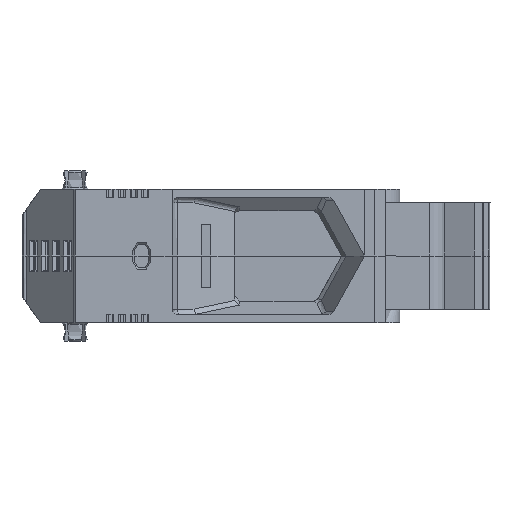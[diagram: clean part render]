
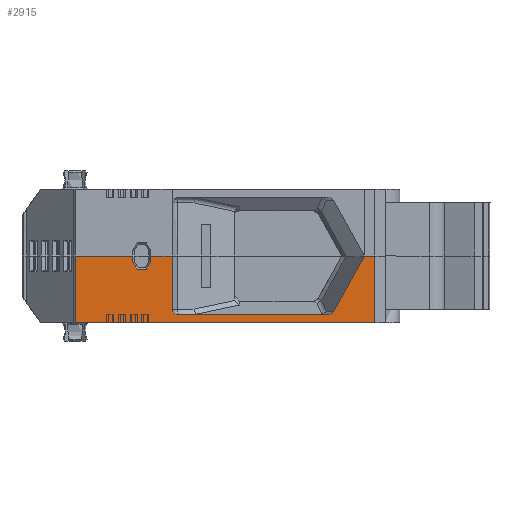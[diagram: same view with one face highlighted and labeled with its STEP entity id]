
A CAD part, left-side view. The second image highlights one B-rep face of the part: STEP entity #2915.
In plain terms, the highlighted planar face has unit normal (-1, 0, 0).
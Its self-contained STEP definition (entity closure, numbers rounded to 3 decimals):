
#985=FACE_OUTER_BOUND('',#6003,.T.);
#2554=ELLIPSE('',#31142,1.064,1.);
#2915=ADVANCED_FACE('',(#985),#4673,.F.);
#4673=PLANE('',#31145);
#6003=EDGE_LOOP('',(#10071,#10072,#10073,#10074,#10075,#10076,#10077,#10078,
#10079,#10080,#10081,#10082,#10083,#10084,#10085,#10086));
#8223=B_SPLINE_CURVE_WITH_KNOTS('',4,(#43110,#43111,#43112,#43113,#43114),
 .UNSPECIFIED.,.F.,.F.,(5,5),(0.,1.),.UNSPECIFIED.);
#8224=B_SPLINE_CURVE_WITH_KNOTS('',4,(#43134,#43135,#43136,#43137,#43138),
 .UNSPECIFIED.,.F.,.F.,(5,5),(0.,1.),.UNSPECIFIED.);
#8230=B_SPLINE_CURVE_WITH_KNOTS('',4,(#43198,#43199,#43200,#43201,#43202),
 .UNSPECIFIED.,.F.,.F.,(5,5),(0.,1.),.UNSPECIFIED.);
#8310=B_SPLINE_CURVE_WITH_KNOTS('',4,(#44196,#44197,#44198,#44199,#44200),
 .UNSPECIFIED.,.F.,.F.,(5,5),(0.,1.),.UNSPECIFIED.);
#8311=B_SPLINE_CURVE_WITH_KNOTS('',4,(#44202,#44203,#44204,#44205,#44206),
 .UNSPECIFIED.,.F.,.F.,(5,5),(0.,1.),.UNSPECIFIED.);
#8312=B_SPLINE_CURVE_WITH_KNOTS('',4,(#44208,#44209,#44210,#44211,#44212),
 .UNSPECIFIED.,.F.,.F.,(5,5),(0.,1.),.UNSPECIFIED.);
#8313=B_SPLINE_CURVE_WITH_KNOTS('',4,(#44219,#44220,#44221,#44222,#44223),
 .UNSPECIFIED.,.F.,.F.,(5,5),(0.,1.),.UNSPECIFIED.);
#8770=CIRCLE('',#31143,1.);
#8771=CIRCLE('',#31144,1.7);
#10071=ORIENTED_EDGE('',*,*,#21982,.F.);
#10072=ORIENTED_EDGE('',*,*,#21757,.F.);
#10073=ORIENTED_EDGE('',*,*,#21983,.T.);
#10074=ORIENTED_EDGE('',*,*,#21984,.T.);
#10075=ORIENTED_EDGE('',*,*,#21985,.T.);
#10076=ORIENTED_EDGE('',*,*,#21986,.T.);
#10077=ORIENTED_EDGE('',*,*,#21987,.F.);
#10078=ORIENTED_EDGE('',*,*,#21781,.F.);
#10079=ORIENTED_EDGE('',*,*,#21988,.T.);
#10080=ORIENTED_EDGE('',*,*,#21989,.T.);
#10081=ORIENTED_EDGE('',*,*,#21990,.F.);
#10082=ORIENTED_EDGE('',*,*,#21991,.T.);
#10083=ORIENTED_EDGE('',*,*,#21992,.F.);
#10084=ORIENTED_EDGE('',*,*,#21767,.F.);
#10085=ORIENTED_EDGE('',*,*,#21993,.T.);
#10086=ORIENTED_EDGE('',*,*,#21994,.F.);
#18794=VERTEX_POINT('',#43109);
#18795=VERTEX_POINT('',#43115);
#18804=VERTEX_POINT('',#43133);
#18805=VERTEX_POINT('',#43139);
#18818=VERTEX_POINT('',#43197);
#18819=VERTEX_POINT('',#43203);
#19019=VERTEX_POINT('',#44193);
#19020=VERTEX_POINT('',#44195);
#19021=VERTEX_POINT('',#44201);
#19022=VERTEX_POINT('',#44207);
#19023=VERTEX_POINT('',#44213);
#19024=VERTEX_POINT('',#44216);
#19025=VERTEX_POINT('',#44218);
#19026=VERTEX_POINT('',#44224);
#19027=VERTEX_POINT('',#44226);
#19028=VERTEX_POINT('',#44229);
#21757=EDGE_CURVE('',#18794,#18795,#8223,.T.);
#21767=EDGE_CURVE('',#18804,#18805,#8224,.T.);
#21781=EDGE_CURVE('',#18818,#18819,#8230,.T.);
#21982=EDGE_CURVE('',#18795,#19019,#26226,.T.);
#21983=EDGE_CURVE('',#18794,#19020,#26227,.T.);
#21984=EDGE_CURVE('',#19020,#19021,#8310,.T.);
#21985=EDGE_CURVE('',#19021,#19022,#8311,.T.);
#21986=EDGE_CURVE('',#19022,#19023,#8312,.T.);
#21987=EDGE_CURVE('',#18819,#19023,#26228,.T.);
#21988=EDGE_CURVE('',#18818,#19024,#26229,.T.);
#21989=EDGE_CURVE('',#19024,#19025,#2554,.T.);
#21990=EDGE_CURVE('',#19026,#19025,#8313,.T.);
#21991=EDGE_CURVE('',#19026,#19027,#8770,.T.);
#21992=EDGE_CURVE('',#18805,#19027,#26230,.T.);
#21993=EDGE_CURVE('',#18804,#19028,#26231,.T.);
#21994=EDGE_CURVE('',#19019,#19028,#8771,.T.);
#26226=LINE('',#44192,#28657);
#26227=LINE('',#44194,#28658);
#26228=LINE('',#44214,#28659);
#26229=LINE('',#44215,#28660);
#26230=LINE('',#44227,#28661);
#26231=LINE('',#44228,#28662);
#28657=VECTOR('',#34263,1.);
#28658=VECTOR('',#34264,1.);
#28659=VECTOR('',#34265,1.);
#28660=VECTOR('',#34266,1.);
#28661=VECTOR('',#34271,1.);
#28662=VECTOR('',#34272,1.);
#31142=AXIS2_PLACEMENT_3D('',#44217,#34267,#34268);
#31143=AXIS2_PLACEMENT_3D('',#44225,#34269,#34270);
#31144=AXIS2_PLACEMENT_3D('',#44230,#34273,#34274);
#31145=AXIS2_PLACEMENT_3D('',#44231,#34275,#34276);
#34263=DIRECTION('',(0.,0.,-1.));
#34264=DIRECTION('',(0.,0.,-1.));
#34265=DIRECTION('',(0.,0.,-1.));
#34266=DIRECTION('',(0.,0.481,-0.877));
#34267=DIRECTION('',(1.,0.,0.));
#34268=DIRECTION('',(0.,-1.,0.));
#34269=DIRECTION('',(1.,0.,0.));
#34270=DIRECTION('',(0.,0.,-1.));
#34271=DIRECTION('',(0.,0.,-1.));
#34272=DIRECTION('',(0.,0.,-1.));
#34273=DIRECTION('',(-1.,0.,0.));
#34274=DIRECTION('',(0.,0.,-1.));
#34275=DIRECTION('',(1.,0.,0.));
#34276=DIRECTION('',(0.,0.,-1.));
#43109=CARTESIAN_POINT('',(3.616,94.987,12.6));
#43110=CARTESIAN_POINT('',(3.616,94.987,12.6));
#43111=CARTESIAN_POINT('',(3.616,90.412,12.6));
#43112=CARTESIAN_POINT('',(3.616,85.837,12.6));
#43113=CARTESIAN_POINT('',(3.616,81.262,12.6));
#43114=CARTESIAN_POINT('',(3.616,76.687,12.6));
#43115=CARTESIAN_POINT('',(3.616,84.131,12.6));
#43133=CARTESIAN_POINT('',(3.616,80.731,12.6));
#43134=CARTESIAN_POINT('',(3.616,94.987,12.6));
#43135=CARTESIAN_POINT('',(3.616,90.412,12.6));
#43136=CARTESIAN_POINT('',(3.616,85.837,12.6));
#43137=CARTESIAN_POINT('',(3.616,81.262,12.6));
#43138=CARTESIAN_POINT('',(3.616,76.687,12.6));
#43139=CARTESIAN_POINT('',(3.616,76.687,12.6));
#43197=CARTESIAN_POINT('',(3.616,40.487,12.6));
#43198=CARTESIAN_POINT('',(3.616,40.487,12.6));
#43199=CARTESIAN_POINT('',(3.616,39.987,12.6));
#43200=CARTESIAN_POINT('',(3.616,39.487,12.6));
#43201=CARTESIAN_POINT('',(3.616,38.987,12.6));
#43202=CARTESIAN_POINT('',(3.616,38.487,12.6));
#43203=CARTESIAN_POINT('',(3.616,38.487,12.6));
#44192=CARTESIAN_POINT('',(3.616,84.131,12.6));
#44193=CARTESIAN_POINT('',(3.616,84.131,11.6));
#44194=CARTESIAN_POINT('',(3.616,94.987,12.6));
#44195=CARTESIAN_POINT('',(3.616,94.987,0.));
#44196=CARTESIAN_POINT('',(3.616,94.987,0.));
#44197=CARTESIAN_POINT('',(3.616,90.412,0.));
#44198=CARTESIAN_POINT('',(3.616,85.837,0.));
#44199=CARTESIAN_POINT('',(3.616,81.262,0.));
#44200=CARTESIAN_POINT('',(3.616,76.687,0.));
#44201=CARTESIAN_POINT('',(3.616,76.687,0.));
#44202=CARTESIAN_POINT('',(3.616,94.987,0.));
#44203=CARTESIAN_POINT('',(3.616,80.862,0.));
#44204=CARTESIAN_POINT('',(3.616,66.737,0.));
#44205=CARTESIAN_POINT('',(3.616,52.612,0.));
#44206=CARTESIAN_POINT('',(3.616,38.487,0.));
#44207=CARTESIAN_POINT('',(3.616,40.487,0.));
#44208=CARTESIAN_POINT('',(3.616,40.487,0.));
#44209=CARTESIAN_POINT('',(3.616,39.987,0.));
#44210=CARTESIAN_POINT('',(3.616,39.487,0.));
#44211=CARTESIAN_POINT('',(3.616,38.987,0.));
#44212=CARTESIAN_POINT('',(3.616,38.487,0.));
#44213=CARTESIAN_POINT('',(3.616,38.487,0.));
#44214=CARTESIAN_POINT('',(3.616,38.487,12.6));
#44215=CARTESIAN_POINT('',(3.616,40.487,12.6));
#44216=CARTESIAN_POINT('',(3.616,46.231,2.141));
#44217=CARTESIAN_POINT('',(3.616,47.176,2.6));
#44218=CARTESIAN_POINT('',(3.616,47.176,1.6));
#44219=CARTESIAN_POINT('',(3.616,94.987,1.6));
#44220=CARTESIAN_POINT('',(3.616,80.862,1.6));
#44221=CARTESIAN_POINT('',(3.616,66.737,1.6));
#44222=CARTESIAN_POINT('',(3.616,52.612,1.6));
#44223=CARTESIAN_POINT('',(3.616,38.487,1.6));
#44224=CARTESIAN_POINT('',(3.616,75.687,1.6));
#44225=CARTESIAN_POINT('',(3.616,75.687,2.6));
#44226=CARTESIAN_POINT('',(3.616,76.687,2.6));
#44227=CARTESIAN_POINT('',(3.616,76.687,12.6));
#44228=CARTESIAN_POINT('',(3.616,80.731,12.6));
#44229=CARTESIAN_POINT('',(3.616,80.731,11.6));
#44230=CARTESIAN_POINT('',(3.616,82.431,11.6));
#44231=CARTESIAN_POINT('',(3.616,40.487,12.6));
